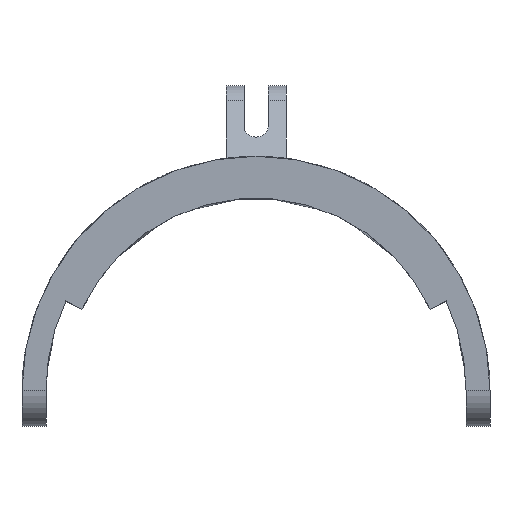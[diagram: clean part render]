
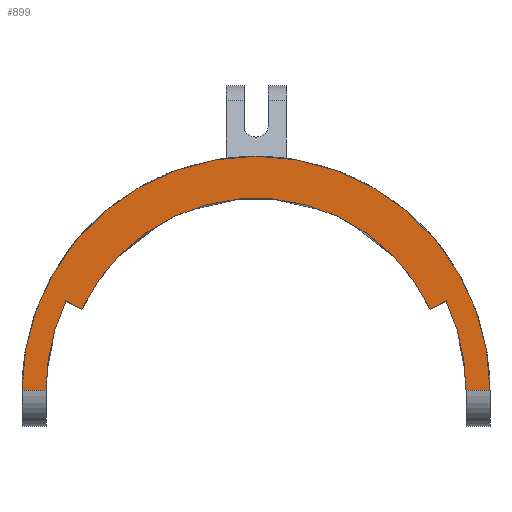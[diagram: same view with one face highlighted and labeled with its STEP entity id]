
A CAD part, top view. The second image highlights one B-rep face of the part: STEP entity #899.
In plain terms, the highlighted planar face has unit normal (0, 0, 1).
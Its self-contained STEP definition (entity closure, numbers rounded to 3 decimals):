
#6 = ORIENTED_EDGE ( 'NONE', *, *, #668, .F. ) ;
#7 = LINE ( 'NONE', #1047, #1521 ) ;
#109 = PLANE ( 'NONE',  #1939 ) ;
#117 = CARTESIAN_POINT ( 'NONE',  ( 19.5, 0., 6. ) ) ;
#155 = VECTOR ( 'NONE', #1710, 1000. ) ;
#164 = VERTEX_POINT ( 'NONE', #1315 ) ;
#181 = CIRCLE ( 'NONE', #341, 17.5 ) ;
#188 = LINE ( 'NONE', #1881, #1491 ) ;
#205 = DIRECTION ( 'NONE',  ( 1., 0., 0. ) ) ;
#245 = CARTESIAN_POINT ( 'NONE',  ( 0., 0., 6. ) ) ;
#295 = LINE ( 'NONE', #909, #155 ) ;
#341 = AXIS2_PLACEMENT_3D ( 'NONE', #1969, #437, #782 ) ;
#368 = CARTESIAN_POINT ( 'NONE',  ( -17.5, 0., 6. ) ) ;
#407 = CARTESIAN_POINT ( 'NONE',  ( -14.501, 6.762, 6. ) ) ;
#408 = CIRCLE ( 'NONE', #1780, 19.5 ) ;
#437 = DIRECTION ( 'NONE',  ( 0., 0., 1. ) ) ;
#513 = VERTEX_POINT ( 'NONE', #560 ) ;
#529 = DIRECTION ( 'NONE',  ( 1., 0., 0. ) ) ;
#560 = CARTESIAN_POINT ( 'NONE',  ( 14.501, 6.762, 6. ) ) ;
#570 = ORIENTED_EDGE ( 'NONE', *, *, #621, .F. ) ;
#593 = DIRECTION ( 'NONE',  ( 1., 0., 0. ) ) ;
#609 = DIRECTION ( 'NONE',  ( 0., 0., 1. ) ) ;
#616 = ORIENTED_EDGE ( 'NONE', *, *, #678, .T. ) ;
#621 = EDGE_CURVE ( 'NONE', #164, #1110, #181, .T. ) ;
#668 = EDGE_CURVE ( 'NONE', #1776, #513, #7, .T. ) ;
#678 = EDGE_CURVE ( 'NONE', #1233, #513, #855, .T. ) ;
#682 = CARTESIAN_POINT ( 'NONE',  ( 0., 0., 6. ) ) ;
#718 = DIRECTION ( 'NONE',  ( 0., 0., 1. ) ) ;
#746 = EDGE_CURVE ( 'NONE', #1343, #1319, #188, .T. ) ;
#782 = DIRECTION ( 'NONE',  ( -1., 0., 0. ) ) ;
#796 = VERTEX_POINT ( 'NONE', #950 ) ;
#799 = EDGE_CURVE ( 'NONE', #796, #1110, #801, .T. ) ;
#801 = LINE ( 'NONE', #1405, #1176 ) ;
#844 = EDGE_CURVE ( 'NONE', #1343, #1776, #1425, .T. ) ;
#855 = CIRCLE ( 'NONE', #888, 16. ) ;
#888 = AXIS2_PLACEMENT_3D ( 'NONE', #1353, #1961, #593 ) ;
#899 = ADVANCED_FACE ( 'NONE', ( #1023 ), #109, .T. ) ;
#909 = CARTESIAN_POINT ( 'NONE',  ( -15.841, 7.438, 6. ) ) ;
#950 = CARTESIAN_POINT ( 'NONE',  ( -19.5, 0., 6. ) ) ;
#973 = ORIENTED_EDGE ( 'NONE', *, *, #1330, .T. ) ;
#1006 = ORIENTED_EDGE ( 'NONE', *, *, #844, .F. ) ;
#1023 = FACE_OUTER_BOUND ( 'NONE', #1354, .T. ) ;
#1047 = CARTESIAN_POINT ( 'NONE',  ( 15.841, 7.438, 6. ) ) ;
#1110 = VERTEX_POINT ( 'NONE', #368 ) ;
#1176 = VECTOR ( 'NONE', #1868, 1000. ) ;
#1233 = VERTEX_POINT ( 'NONE', #407 ) ;
#1255 = CARTESIAN_POINT ( 'NONE',  ( 17.5, 0., 6. ) ) ;
#1315 = CARTESIAN_POINT ( 'NONE',  ( -15.841, 7.438, 6. ) ) ;
#1319 = VERTEX_POINT ( 'NONE', #117 ) ;
#1330 = EDGE_CURVE ( 'NONE', #1319, #796, #408, .T. ) ;
#1339 = CARTESIAN_POINT ( 'NONE',  ( 0., 0., 6. ) ) ;
#1343 = VERTEX_POINT ( 'NONE', #1255 ) ;
#1353 = CARTESIAN_POINT ( 'NONE',  ( 0., 0., 6. ) ) ;
#1354 = EDGE_LOOP ( 'NONE', ( #6, #1006, #1912, #973, #1600, #570, #1508, #616 ) ) ;
#1405 = CARTESIAN_POINT ( 'NONE',  ( -19.5, 0., 6. ) ) ;
#1425 = CIRCLE ( 'NONE', #1492, 17.5 ) ;
#1445 = DIRECTION ( 'NONE',  ( 1., 0., 0. ) ) ;
#1491 = VECTOR ( 'NONE', #205, 1000. ) ;
#1492 = AXIS2_PLACEMENT_3D ( 'NONE', #682, #1898, #1445 ) ;
#1508 = ORIENTED_EDGE ( 'NONE', *, *, #1738, .F. ) ;
#1521 = VECTOR ( 'NONE', #1651, 1000. ) ;
#1522 = CARTESIAN_POINT ( 'NONE',  ( 15.841, 7.438, 6. ) ) ;
#1600 = ORIENTED_EDGE ( 'NONE', *, *, #799, .T. ) ;
#1651 = DIRECTION ( 'NONE',  ( -0.893, -0.45, 0. ) ) ;
#1710 = DIRECTION ( 'NONE',  ( -0.893, 0.45, 0. ) ) ;
#1738 = EDGE_CURVE ( 'NONE', #1233, #164, #295, .T. ) ;
#1776 = VERTEX_POINT ( 'NONE', #1522 ) ;
#1780 = AXIS2_PLACEMENT_3D ( 'NONE', #1339, #609, #1946 ) ;
#1868 = DIRECTION ( 'NONE',  ( 1., 0., 0. ) ) ;
#1881 = CARTESIAN_POINT ( 'NONE',  ( 19.5, 0., 6. ) ) ;
#1898 = DIRECTION ( 'NONE',  ( 0., 0., 1. ) ) ;
#1912 = ORIENTED_EDGE ( 'NONE', *, *, #746, .T. ) ;
#1939 = AXIS2_PLACEMENT_3D ( 'NONE', #245, #718, #529 ) ;
#1946 = DIRECTION ( 'NONE',  ( 1., 0., 0. ) ) ;
#1961 = DIRECTION ( 'NONE',  ( 0., 0., -1. ) ) ;
#1969 = CARTESIAN_POINT ( 'NONE',  ( 0., 0., 6. ) ) ;
